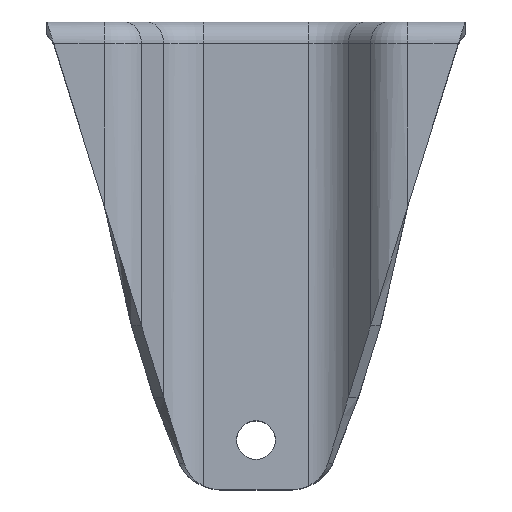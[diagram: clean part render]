
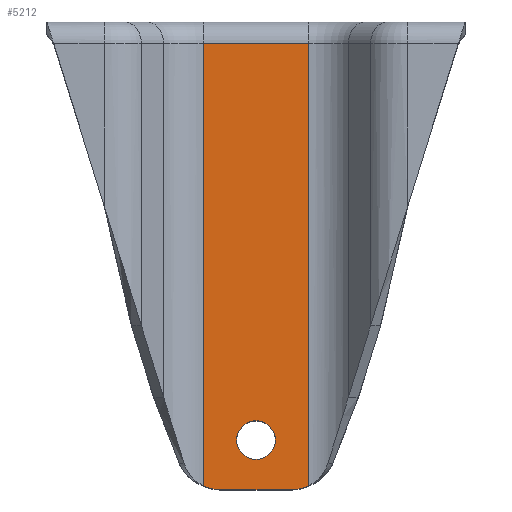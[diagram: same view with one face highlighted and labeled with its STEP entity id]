
A CAD part, top view. The second image highlights one B-rep face of the part: STEP entity #5212.
In plain terms, the highlighted planar face has unit normal (0, 0, 1).
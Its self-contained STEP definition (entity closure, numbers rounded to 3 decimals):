
#101 = VERTEX_POINT ( 'NONE', #3363 ) ;
#106 = DIRECTION ( 'NONE',  ( 1., 0., 0. ) ) ;
#236 = DIRECTION ( 'NONE',  ( 1., 0., 0. ) ) ;
#456 = ORIENTED_EDGE ( 'NONE', *, *, #5501, .F. ) ;
#497 = EDGE_CURVE ( 'NONE', #101, #3873, #802, .T. ) ;
#499 = FACE_OUTER_BOUND ( 'NONE', #3958, .T. ) ;
#604 = LINE ( 'NONE', #718, #4523 ) ;
#605 = CARTESIAN_POINT ( 'NONE',  ( 11.75, -139., 35. ) ) ;
#618 = EDGE_LOOP ( 'NONE', ( #3489, #2913 ) ) ;
#623 = VERTEX_POINT ( 'NONE', #2229 ) ;
#631 = DIRECTION ( 'NONE',  ( 0., -1., 0. ) ) ;
#718 = CARTESIAN_POINT ( 'NONE',  ( 17., 0., 35. ) ) ;
#802 = CIRCLE ( 'NONE', #4575, 6.25 ) ;
#924 = EDGE_CURVE ( 'NONE', #3656, #1117, #2157, .T. ) ;
#959 = CIRCLE ( 'NONE', #4164, 6.25 ) ;
#1109 = VERTEX_POINT ( 'NONE', #3811 ) ;
#1117 = VERTEX_POINT ( 'NONE', #1631 ) ;
#1461 = CARTESIAN_POINT ( 'NONE',  ( 17., -7., 35. ) ) ;
#1555 = CARTESIAN_POINT ( 'NONE',  ( -11.75, -139., 35. ) ) ;
#1564 = LINE ( 'NONE', #5660, #5601 ) ;
#1591 = DIRECTION ( 'NONE',  ( 0., 0., -1. ) ) ;
#1631 = CARTESIAN_POINT ( 'NONE',  ( -17., -149.791, 35. ) ) ;
#2024 = DIRECTION ( 'NONE',  ( 1., 0., 0. ) ) ;
#2073 = DIRECTION ( 'NONE',  ( 0., 0., -1. ) ) ;
#2157 = LINE ( 'NONE', #4853, #4520 ) ;
#2229 = CARTESIAN_POINT ( 'NONE',  ( 11.75, -151., 35. ) ) ;
#2263 = AXIS2_PLACEMENT_3D ( 'NONE', #1555, #2073, #2024 ) ;
#2271 = EDGE_CURVE ( 'NONE', #3500, #623, #1564, .T. ) ;
#2475 = DIRECTION ( 'NONE',  ( 1., 0., 0. ) ) ;
#2504 = ORIENTED_EDGE ( 'NONE', *, *, #924, .T. ) ;
#2732 = AXIS2_PLACEMENT_3D ( 'NONE', #3679, #4180, #4147 ) ;
#2913 = ORIENTED_EDGE ( 'NONE', *, *, #3039, .T. ) ;
#3016 = CIRCLE ( 'NONE', #5011, 12. ) ;
#3039 = EDGE_CURVE ( 'NONE', #3873, #101, #959, .T. ) ;
#3198 = PLANE ( 'NONE',  #2732 ) ;
#3363 = CARTESIAN_POINT ( 'NONE',  ( 6.25, -135., 35. ) ) ;
#3381 = ORIENTED_EDGE ( 'NONE', *, *, #3884, .T. ) ;
#3489 = ORIENTED_EDGE ( 'NONE', *, *, #497, .T. ) ;
#3500 = VERTEX_POINT ( 'NONE', #4331 ) ;
#3513 = ORIENTED_EDGE ( 'NONE', *, *, #2271, .T. ) ;
#3653 = DIRECTION ( 'NONE',  ( -1., 0., 0. ) ) ;
#3656 = VERTEX_POINT ( 'NONE', #5450 ) ;
#3679 = CARTESIAN_POINT ( 'NONE',  ( -17., 0., 35. ) ) ;
#3705 = DIRECTION ( 'NONE',  ( 0., 0., -1. ) ) ;
#3726 = CARTESIAN_POINT ( 'NONE',  ( 0., -135., 35. ) ) ;
#3744 = LINE ( 'NONE', #5570, #4076 ) ;
#3811 = CARTESIAN_POINT ( 'NONE',  ( 17., -149.791, 35. ) ) ;
#3856 = CARTESIAN_POINT ( 'NONE',  ( 0., -135., 35. ) ) ;
#3873 = VERTEX_POINT ( 'NONE', #4185 ) ;
#3884 = EDGE_CURVE ( 'NONE', #4512, #3656, #3744, .T. ) ;
#3958 = EDGE_LOOP ( 'NONE', ( #3381, #2504, #5741, #3513, #456, #3974 ) ) ;
#3974 = ORIENTED_EDGE ( 'NONE', *, *, #4654, .F. ) ;
#4076 = VECTOR ( 'NONE', #3653, 1000. ) ;
#4147 = DIRECTION ( 'NONE',  ( 1., 0., 0. ) ) ;
#4164 = AXIS2_PLACEMENT_3D ( 'NONE', #3726, #5552, #5644 ) ;
#4180 = DIRECTION ( 'NONE',  ( 0., 0., -1. ) ) ;
#4185 = CARTESIAN_POINT ( 'NONE',  ( -6.25, -135., 35. ) ) ;
#4331 = CARTESIAN_POINT ( 'NONE',  ( -11.75, -151., 35. ) ) ;
#4403 = DIRECTION ( 'NONE',  ( 0., -1., 0. ) ) ;
#4512 = VERTEX_POINT ( 'NONE', #1461 ) ;
#4520 = VECTOR ( 'NONE', #4403, 1000. ) ;
#4523 = VECTOR ( 'NONE', #631, 1000. ) ;
#4575 = AXIS2_PLACEMENT_3D ( 'NONE', #3856, #1591, #2475 ) ;
#4654 = EDGE_CURVE ( 'NONE', #4512, #1109, #604, .T. ) ;
#4686 = EDGE_CURVE ( 'NONE', #3500, #1117, #5486, .T. ) ;
#4853 = CARTESIAN_POINT ( 'NONE',  ( -17., 0., 35. ) ) ;
#5011 = AXIS2_PLACEMENT_3D ( 'NONE', #605, #3705, #106 ) ;
#5111 = FACE_BOUND ( 'NONE', #618, .T. ) ;
#5212 = ADVANCED_FACE ( 'NONE', ( #5111, #499 ), #3198, .F. ) ;
#5450 = CARTESIAN_POINT ( 'NONE',  ( -17., -7., 35. ) ) ;
#5486 = CIRCLE ( 'NONE', #2263, 12. ) ;
#5501 = EDGE_CURVE ( 'NONE', #1109, #623, #3016, .T. ) ;
#5552 = DIRECTION ( 'NONE',  ( 0., 0., -1. ) ) ;
#5570 = CARTESIAN_POINT ( 'NONE',  ( -169., -7., 35. ) ) ;
#5601 = VECTOR ( 'NONE', #236, 1000. ) ;
#5644 = DIRECTION ( 'NONE',  ( 1., 0., 0. ) ) ;
#5660 = CARTESIAN_POINT ( 'NONE',  ( -17., -151., 35. ) ) ;
#5741 = ORIENTED_EDGE ( 'NONE', *, *, #4686, .F. ) ;
